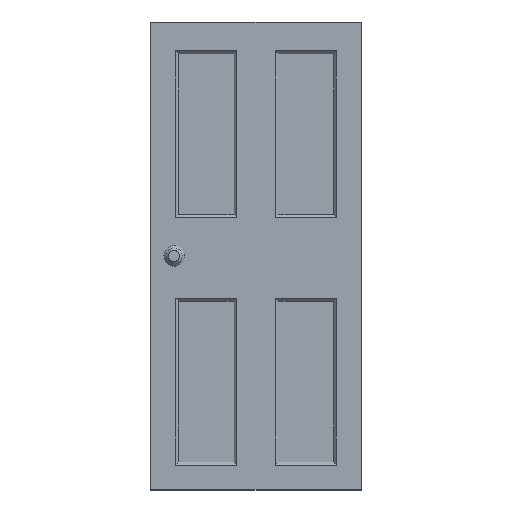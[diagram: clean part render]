
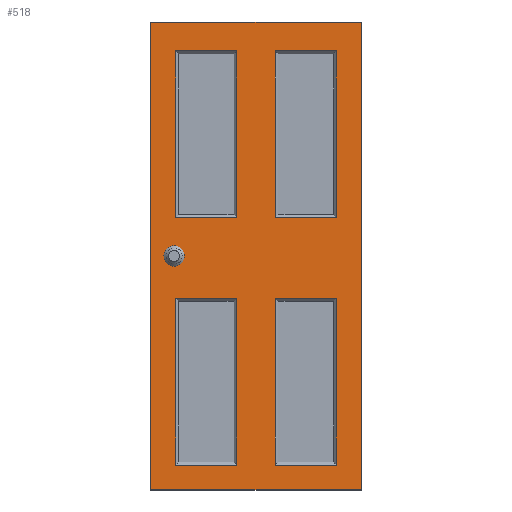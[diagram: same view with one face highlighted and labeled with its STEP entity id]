
A CAD part, top view. The second image highlights one B-rep face of the part: STEP entity #518.
In plain terms, the highlighted planar face has unit normal (0, 0, 1).
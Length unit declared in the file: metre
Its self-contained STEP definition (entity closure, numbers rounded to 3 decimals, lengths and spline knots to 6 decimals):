
#18=LINE('',#757,#78);
#19=LINE('',#760,#79);
#20=LINE('',#762,#80);
#21=LINE('',#764,#81);
#22=LINE('',#765,#82);
#23=LINE('',#768,#83);
#24=LINE('',#770,#84);
#25=LINE('',#772,#85);
#26=LINE('',#773,#86);
#27=LINE('',#776,#87);
#28=LINE('',#778,#88);
#29=LINE('',#780,#89);
#30=LINE('',#781,#90);
#31=LINE('',#784,#91);
#32=LINE('',#786,#92);
#33=LINE('',#788,#93);
#34=LINE('',#789,#94);
#35=LINE('',#792,#95);
#36=LINE('',#794,#96);
#37=LINE('',#796,#97);
#78=VECTOR('',#613,1.);
#79=VECTOR('',#614,1.);
#80=VECTOR('',#615,1.);
#81=VECTOR('',#616,1.);
#82=VECTOR('',#617,1.);
#83=VECTOR('',#618,1.);
#84=VECTOR('',#619,1.);
#85=VECTOR('',#620,1.);
#86=VECTOR('',#621,1.);
#87=VECTOR('',#622,1.);
#88=VECTOR('',#623,1.);
#89=VECTOR('',#624,1.);
#90=VECTOR('',#625,1.);
#91=VECTOR('',#626,1.);
#92=VECTOR('',#627,1.);
#93=VECTOR('',#628,1.);
#94=VECTOR('',#629,1.);
#95=VECTOR('',#630,1.);
#96=VECTOR('',#631,1.);
#97=VECTOR('',#632,1.);
#138=ORIENTED_EDGE('',*,*,#274,.T.);
#139=ORIENTED_EDGE('',*,*,#275,.T.);
#140=ORIENTED_EDGE('',*,*,#276,.T.);
#141=ORIENTED_EDGE('',*,*,#277,.T.);
#142=ORIENTED_EDGE('',*,*,#278,.T.);
#143=ORIENTED_EDGE('',*,*,#279,.T.);
#144=ORIENTED_EDGE('',*,*,#280,.T.);
#145=ORIENTED_EDGE('',*,*,#281,.T.);
#146=ORIENTED_EDGE('',*,*,#282,.T.);
#147=ORIENTED_EDGE('',*,*,#283,.T.);
#148=ORIENTED_EDGE('',*,*,#284,.T.);
#149=ORIENTED_EDGE('',*,*,#285,.T.);
#150=ORIENTED_EDGE('',*,*,#286,.T.);
#151=ORIENTED_EDGE('',*,*,#287,.T.);
#152=ORIENTED_EDGE('',*,*,#288,.T.);
#153=ORIENTED_EDGE('',*,*,#289,.T.);
#154=ORIENTED_EDGE('',*,*,#290,.T.);
#155=ORIENTED_EDGE('',*,*,#291,.F.);
#156=ORIENTED_EDGE('',*,*,#292,.T.);
#157=ORIENTED_EDGE('',*,*,#293,.T.);
#158=ORIENTED_EDGE('',*,*,#294,.F.);
#274=EDGE_CURVE('',#342,#342,#390,.F.);
#275=EDGE_CURVE('',#343,#344,#18,.T.);
#276=EDGE_CURVE('',#344,#345,#19,.T.);
#277=EDGE_CURVE('',#345,#346,#20,.T.);
#278=EDGE_CURVE('',#346,#343,#21,.T.);
#279=EDGE_CURVE('',#347,#348,#22,.T.);
#280=EDGE_CURVE('',#348,#349,#23,.T.);
#281=EDGE_CURVE('',#349,#350,#24,.T.);
#282=EDGE_CURVE('',#350,#347,#25,.T.);
#283=EDGE_CURVE('',#351,#352,#26,.T.);
#284=EDGE_CURVE('',#352,#353,#27,.T.);
#285=EDGE_CURVE('',#353,#354,#28,.T.);
#286=EDGE_CURVE('',#354,#351,#29,.T.);
#287=EDGE_CURVE('',#355,#356,#30,.T.);
#288=EDGE_CURVE('',#356,#357,#31,.T.);
#289=EDGE_CURVE('',#357,#358,#32,.T.);
#290=EDGE_CURVE('',#358,#355,#33,.T.);
#291=EDGE_CURVE('',#359,#360,#34,.T.);
#292=EDGE_CURVE('',#359,#361,#35,.T.);
#293=EDGE_CURVE('',#361,#362,#36,.T.);
#294=EDGE_CURVE('',#360,#362,#37,.T.);
#342=VERTEX_POINT('',#756);
#343=VERTEX_POINT('',#758);
#344=VERTEX_POINT('',#759);
#345=VERTEX_POINT('',#761);
#346=VERTEX_POINT('',#763);
#347=VERTEX_POINT('',#766);
#348=VERTEX_POINT('',#767);
#349=VERTEX_POINT('',#769);
#350=VERTEX_POINT('',#771);
#351=VERTEX_POINT('',#774);
#352=VERTEX_POINT('',#775);
#353=VERTEX_POINT('',#777);
#354=VERTEX_POINT('',#779);
#355=VERTEX_POINT('',#782);
#356=VERTEX_POINT('',#783);
#357=VERTEX_POINT('',#785);
#358=VERTEX_POINT('',#787);
#359=VERTEX_POINT('',#790);
#360=VERTEX_POINT('',#791);
#361=VERTEX_POINT('',#793);
#362=VERTEX_POINT('',#795);
#390=CIRCLE('',#566,0.04445);
#398=EDGE_LOOP('',(#138));
#399=EDGE_LOOP('',(#139,#140,#141,#142));
#400=EDGE_LOOP('',(#143,#144,#145,#146));
#401=EDGE_LOOP('',(#147,#148,#149,#150));
#402=EDGE_LOOP('',(#151,#152,#153,#154));
#403=EDGE_LOOP('',(#155,#156,#157,#158));
#444=FACE_BOUND('',#398,.T.);
#445=FACE_BOUND('',#399,.T.);
#446=FACE_BOUND('',#400,.T.);
#447=FACE_BOUND('',#401,.T.);
#448=FACE_BOUND('',#402,.T.);
#449=FACE_BOUND('',#403,.T.);
#490=PLANE('',#565);
#518=ADVANCED_FACE('',(#444,#445,#446,#447,#448,#449),#490,.T.);
#565=AXIS2_PLACEMENT_3D('',#754,#609,#610);
#566=AXIS2_PLACEMENT_3D('',#755,#611,#612);
#609=DIRECTION('',(0.,0.,1.));
#610=DIRECTION('',(1.,0.,0.));
#611=DIRECTION('',(0.,0.,1.));
#612=DIRECTION('',(1.,0.,0.));
#613=DIRECTION('',(-1.,0.,0.));
#614=DIRECTION('',(0.,1.,0.));
#615=DIRECTION('',(1.,0.,0.));
#616=DIRECTION('',(0.,-1.,0.));
#617=DIRECTION('',(0.,-1.,0.));
#618=DIRECTION('',(-1.,0.,0.));
#619=DIRECTION('',(0.,1.,0.));
#620=DIRECTION('',(1.,0.,0.));
#621=DIRECTION('',(1.,0.,0.));
#622=DIRECTION('',(0.,-1.,0.));
#623=DIRECTION('',(-1.,0.,0.));
#624=DIRECTION('',(0.,1.,0.));
#625=DIRECTION('',(-1.,0.,0.));
#626=DIRECTION('',(0.,1.,0.));
#627=DIRECTION('',(1.,0.,0.));
#628=DIRECTION('',(0.,-1.,0.));
#629=DIRECTION('',(1.,0.,0.));
#630=DIRECTION('',(0.,-1.,0.));
#631=DIRECTION('',(1.,0.,0.));
#632=DIRECTION('',(0.,-1.,0.));
#754=CARTESIAN_POINT('',(0.413673,0.958566,0.04445));
#755=CARTESIAN_POINT('',(0.058073,0.958566,0.04445));
#756=CARTESIAN_POINT('',(0.102523,0.958566,0.04445));
#757=CARTESIAN_POINT('',(0.083473,0.050516,0.04445));
#758=CARTESIAN_POINT('',(0.331123,0.050516,0.04445));
#759=CARTESIAN_POINT('',(0.064423,0.050516,0.04445));
#760=CARTESIAN_POINT('',(0.064423,0.755366,0.04445));
#761=CARTESIAN_POINT('',(0.064423,0.774416,0.04445));
#762=CARTESIAN_POINT('',(0.413673,0.774416,0.04445));
#763=CARTESIAN_POINT('',(0.331123,0.774416,0.04445));
#764=CARTESIAN_POINT('',(0.331123,0.069566,0.04445));
#765=CARTESIAN_POINT('',(0.762923,0.958566,0.04445));
#766=CARTESIAN_POINT('',(0.762923,0.774416,0.04445));
#767=CARTESIAN_POINT('',(0.762923,0.050516,0.04445));
#768=CARTESIAN_POINT('',(0.515273,0.050516,0.04445));
#769=CARTESIAN_POINT('',(0.496223,0.050516,0.04445));
#770=CARTESIAN_POINT('',(0.496223,0.958566,0.04445));
#771=CARTESIAN_POINT('',(0.496223,0.774416,0.04445));
#772=CARTESIAN_POINT('',(0.743873,0.774416,0.04445));
#773=CARTESIAN_POINT('',(0.413673,1.849147,0.04445));
#774=CARTESIAN_POINT('',(0.496223,1.849147,0.04445));
#775=CARTESIAN_POINT('',(0.762923,1.849147,0.04445));
#776=CARTESIAN_POINT('',(0.762923,0.958566,0.04445));
#777=CARTESIAN_POINT('',(0.762923,1.125247,0.04445));
#778=CARTESIAN_POINT('',(0.413673,1.125247,0.04445));
#779=CARTESIAN_POINT('',(0.496223,1.125247,0.04445));
#780=CARTESIAN_POINT('',(0.496223,1.830097,0.04445));
#781=CARTESIAN_POINT('',(0.083473,1.125247,0.04445));
#782=CARTESIAN_POINT('',(0.331123,1.125247,0.04445));
#783=CARTESIAN_POINT('',(0.064423,1.125247,0.04445));
#784=CARTESIAN_POINT('',(0.064423,1.830097,0.04445));
#785=CARTESIAN_POINT('',(0.064423,1.849147,0.04445));
#786=CARTESIAN_POINT('',(0.413673,1.849147,0.04445));
#787=CARTESIAN_POINT('',(0.331123,1.849147,0.04445));
#788=CARTESIAN_POINT('',(0.331123,0.958566,0.04445));
#789=CARTESIAN_POINT('',(0.413673,1.974566,0.04445));
#790=CARTESIAN_POINT('',(-0.043527,1.974566,0.04445));
#791=CARTESIAN_POINT('',(0.870873,1.974566,0.04445));
#792=CARTESIAN_POINT('',(-0.043527,0.958566,0.04445));
#793=CARTESIAN_POINT('',(-0.043527,-0.057434,0.04445));
#794=CARTESIAN_POINT('',(0.413673,-0.057434,0.04445));
#795=CARTESIAN_POINT('',(0.870873,-0.057434,0.04445));
#796=CARTESIAN_POINT('',(0.870873,0.958566,0.04445));
